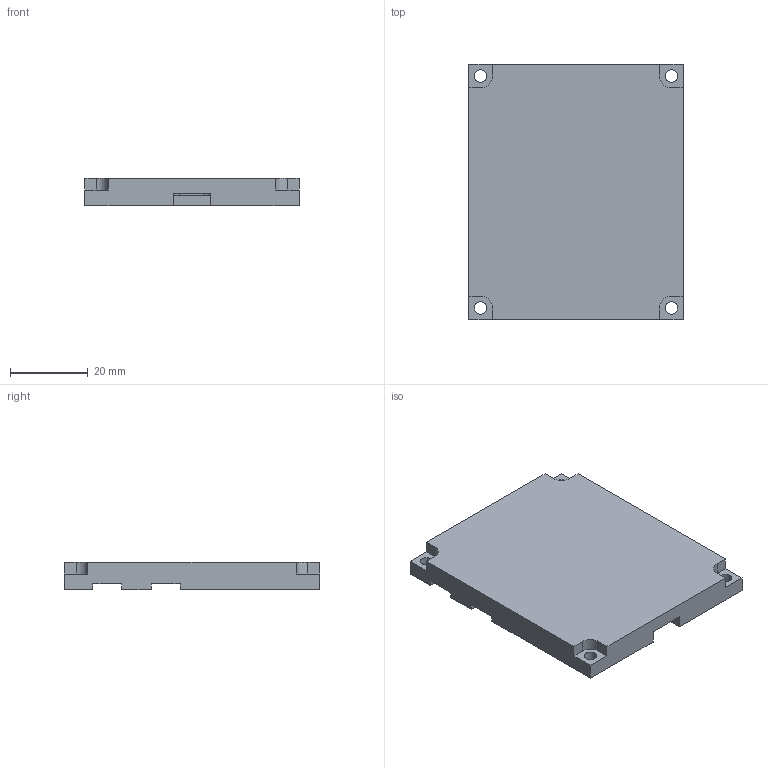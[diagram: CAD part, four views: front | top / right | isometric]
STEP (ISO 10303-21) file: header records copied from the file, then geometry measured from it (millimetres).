
FILE_DESCRIPTION(/* description */ (''),/* implementation_level */ '2;1');
FILE_NAME(/* name */ 'BottomCover.step',/* time_stamp */ '2022-08-24T23:01:06+02:00',/* author */ (''),/* organization */ (''),/* preprocessor_version */ 'ST-DEVELOPER v19',/* originating_system */ 'Autodesk Translation Framework v11.7.0.108',/* authorisation */ '');
FILE_SCHEMA (('AUTOMOTIVE_DESIGN { 1 0 10303 214 3 1 1 }'));
Length unit declared in the file: millimetre
Products named in the file (1): BottomCover
Bounding box: 55 x 65.5 x 7 mm (x, y, z)
Volume: 17571.6 mm3; surface area: 9640.4 mm2
Topology: 1 solids, 1 shells, 66 faces, 192 edges, 128 vertices
Faces by surface type: plane 48, cylinder 18
Full cylindrical faces by diameter (mm): 3.2 x4
Entity records: 2223 total; most frequent: CARTESIAN_POINT 387, ORIENTED_EDGE 384, DIRECTION 364, EDGE_CURVE 192, LINE 154, VECTOR 154, VERTEX_POINT 128, AXIS2_PLACEMENT_3D 105
